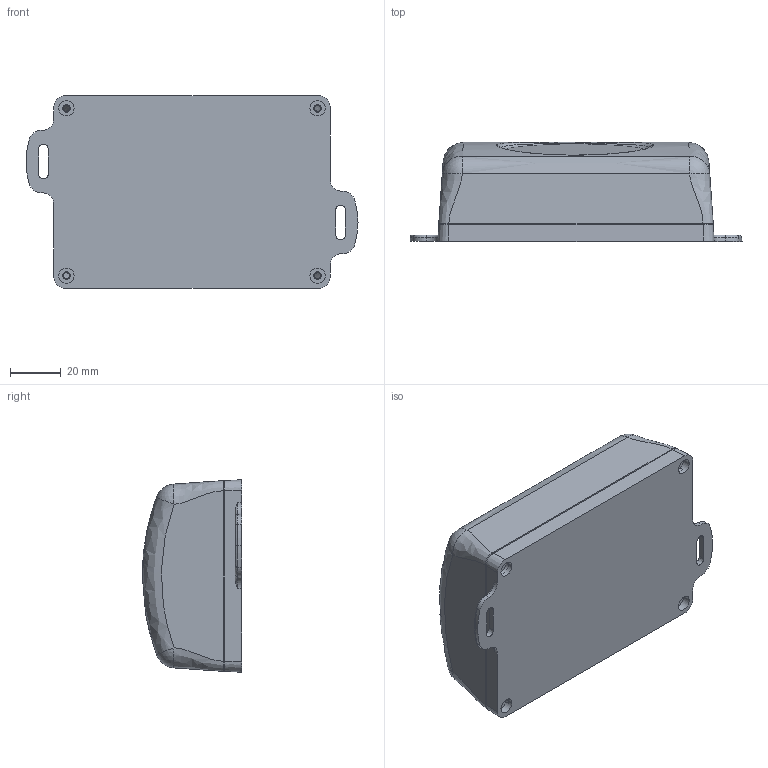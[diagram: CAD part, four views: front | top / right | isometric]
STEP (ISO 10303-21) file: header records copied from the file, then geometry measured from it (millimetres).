
FILE_DESCRIPTION (( 'STEP AP203' ), '1' );
FILE_NAME ('DM-045.STEP', '2015-08-24T11:09:42', ( 'admin' ), ( 'Hewlett-Packard Company' ), 'SwSTEP 2.0', 'SolidWorks 2014', '' );
FILE_SCHEMA (( 'CONFIG_CONTROL_DESIGN' ));
Length unit declared in the file: millimetre
Products named in the file (4): DM-045-P-1; pcb_sample; DM-045; DM-045-P-2
Assembly tree (3 placements, depth 2):
  DM-045
    DM-045-P-2
    DM-045-P-1
    pcb_sample
Bounding box: 130.91 x 39.08 x 75.9 mm (x, y, z)
Volume: 72635.8 mm3; surface area: 69867.8 mm2
Topology: 3 solids, 3 shells, 205 faces, 511 edges, 323 vertices
Faces by surface type: plane 77, cylinder 48, bspline 34, cone 27, torus 11, sphere 8
Entity records: 11131 total; most frequent: CARTESIAN_POINT 6055, ORIENTED_EDGE 1022, DIRECTION 913, EDGE_CURVE 511, AXIS2_PLACEMENT_3D 353, VERTEX_POINT 323, EDGE_LOOP 228, LINE 207
